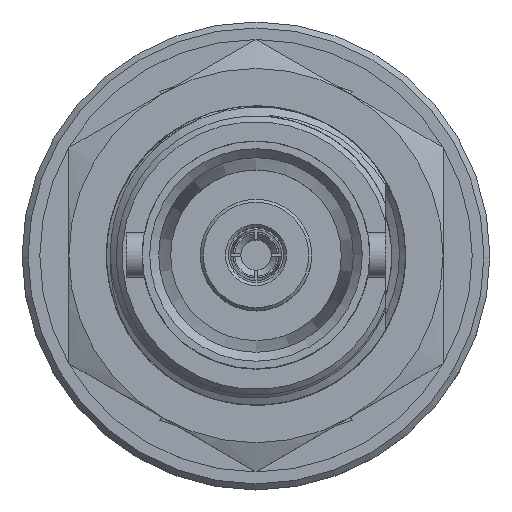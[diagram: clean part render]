
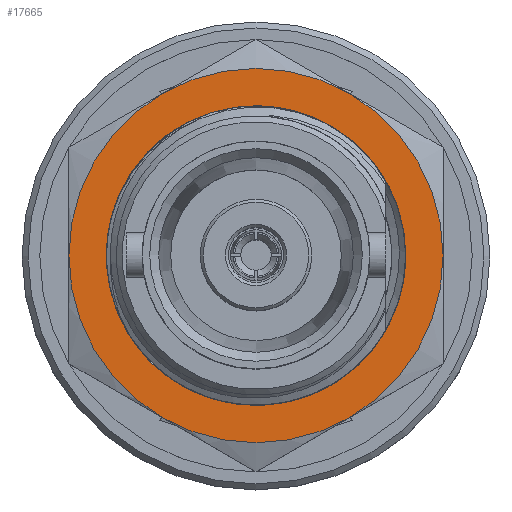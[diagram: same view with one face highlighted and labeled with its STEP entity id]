
A CAD part, top view. The second image highlights one B-rep face of the part: STEP entity #17665.
In plain terms, the highlighted face is planar.
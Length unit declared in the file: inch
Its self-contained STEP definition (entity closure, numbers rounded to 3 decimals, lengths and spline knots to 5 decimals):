
#109 = DIRECTION ( 'NONE',  ( 0., 0., -1. ) ) ;
#728 = PLANE ( 'NONE',  #954 ) ;
#945 = CARTESIAN_POINT ( 'NONE',  ( 0.602, -0.15625, -0.27063 ) ) ;
#954 = AXIS2_PLACEMENT_3D ( 'NONE', #2383, #11526, #14748 ) ;
#1775 = CIRCLE ( 'NONE', #9498, 0.25 ) ;
#1795 = VERTEX_POINT ( 'NONE', #4551 ) ;
#1844 = VERTEX_POINT ( 'NONE', #15430 ) ;
#2165 = AXIS2_PLACEMENT_3D ( 'NONE', #13858, #2819, #5974 ) ;
#2266 = EDGE_CURVE ( 'NONE', #18888, #1795, #9850, .T. ) ;
#2383 = CARTESIAN_POINT ( 'NONE',  ( 0.602, 0., 0. ) ) ;
#2625 = VERTEX_POINT ( 'NONE', #4866 ) ;
#2653 = EDGE_CURVE ( 'NONE', #2625, #13684, #19915, .T. ) ;
#2819 = DIRECTION ( 'NONE',  ( -1., 0., 0. ) ) ;
#3416 = DIRECTION ( 'NONE',  ( 0., 0., -1. ) ) ;
#4039 = CARTESIAN_POINT ( 'NONE',  ( 0.602, 0.15625, -0.27063 ) ) ;
#4244 = DIRECTION ( 'NONE',  ( 0., 0., -1. ) ) ;
#4378 = AXIS2_PLACEMENT_3D ( 'NONE', #16598, #10290, #19894 ) ;
#4551 = CARTESIAN_POINT ( 'NONE',  ( 0.602, 0.3125, 0. ) ) ;
#4866 = CARTESIAN_POINT ( 'NONE',  ( 0.602, -0.3125, 0. ) ) ;
#5060 = DIRECTION ( 'NONE',  ( -1., 0., 0. ) ) ;
#5552 = AXIS2_PLACEMENT_3D ( 'NONE', #8806, #13648, #4244 ) ;
#5950 = CIRCLE ( 'NONE', #4378, 0.3125 ) ;
#5974 = DIRECTION ( 'NONE',  ( 0., 0., -1. ) ) ;
#6177 = CARTESIAN_POINT ( 'NONE',  ( 0.602, 0., 0. ) ) ;
#6491 = DIRECTION ( 'NONE',  ( -1., 0., 0. ) ) ;
#7209 = FACE_BOUND ( 'NONE', #12032, .T. ) ;
#8100 = DIRECTION ( 'NONE',  ( 0., 0., -1. ) ) ;
#8246 = CARTESIAN_POINT ( 'NONE',  ( 0.602, 0., 0. ) ) ;
#8257 = CARTESIAN_POINT ( 'NONE',  ( 0.602, 0., 0. ) ) ;
#8806 = CARTESIAN_POINT ( 'NONE',  ( 0.602, 0., 0. ) ) ;
#8995 = AXIS2_PLACEMENT_3D ( 'NONE', #6177, #17293, #109 ) ;
#9286 = CARTESIAN_POINT ( 'NONE',  ( 0.602, -0.15625, 0.27063 ) ) ;
#9498 = AXIS2_PLACEMENT_3D ( 'NONE', #8257, #17494, #3416 ) ;
#9616 = CIRCLE ( 'NONE', #10444, 0.3125 ) ;
#9729 = ORIENTED_EDGE ( 'NONE', *, *, #18938, .T. ) ;
#9850 = CIRCLE ( 'NONE', #8995, 0.3125 ) ;
#10290 = DIRECTION ( 'NONE',  ( -1., 0., 0. ) ) ;
#10383 = FACE_OUTER_BOUND ( 'NONE', #10491, .T. ) ;
#10444 = AXIS2_PLACEMENT_3D ( 'NONE', #10691, #6491, #8100 ) ;
#10491 = EDGE_LOOP ( 'NONE', ( #9729, #13208, #16017, #18211, #19327, #19203 ) ) ;
#10691 = CARTESIAN_POINT ( 'NONE',  ( 0.602, 0., 0. ) ) ;
#10896 = EDGE_CURVE ( 'NONE', #15589, #1795, #13456, .T. ) ;
#11462 = AXIS2_PLACEMENT_3D ( 'NONE', #17361, #14410, #19079 ) ;
#11526 = DIRECTION ( 'NONE',  ( 1., 0., 0. ) ) ;
#12032 = EDGE_LOOP ( 'NONE', ( #12985, #18576 ) ) ;
#12768 = EDGE_CURVE ( 'NONE', #1844, #18360, #15677, .T. ) ;
#12985 = ORIENTED_EDGE ( 'NONE', *, *, #17399, .T. ) ;
#13208 = ORIENTED_EDGE ( 'NONE', *, *, #18589, .T. ) ;
#13456 = CIRCLE ( 'NONE', #5552, 0.3125 ) ;
#13633 = CARTESIAN_POINT ( 'NONE',  ( 0.602, 0.15625, 0.27063 ) ) ;
#13648 = DIRECTION ( 'NONE',  ( 1., 0., 0. ) ) ;
#13684 = VERTEX_POINT ( 'NONE', #9286 ) ;
#13858 = CARTESIAN_POINT ( 'NONE',  ( 0.602, 0., 0. ) ) ;
#14410 = DIRECTION ( 'NONE',  ( 1., 0., 0. ) ) ;
#14748 = DIRECTION ( 'NONE',  ( 0., 0., -1. ) ) ;
#15430 = CARTESIAN_POINT ( 'NONE',  ( 0.602, -0.24748, -0.03541 ) ) ;
#15589 = VERTEX_POINT ( 'NONE', #4039 ) ;
#15677 = CIRCLE ( 'NONE', #11462, 0.25 ) ;
#15823 = CARTESIAN_POINT ( 'NONE',  ( 0.602, -0.14996, -0.20003 ) ) ;
#15984 = VERTEX_POINT ( 'NONE', #945 ) ;
#16017 = ORIENTED_EDGE ( 'NONE', *, *, #2653, .T. ) ;
#16598 = CARTESIAN_POINT ( 'NONE',  ( 0.602, 0., 0. ) ) ;
#17016 = AXIS2_PLACEMENT_3D ( 'NONE', #8246, #5060, #19208 ) ;
#17293 = DIRECTION ( 'NONE',  ( -1., 0., 0. ) ) ;
#17361 = CARTESIAN_POINT ( 'NONE',  ( 0.602, 0., 0. ) ) ;
#17399 = EDGE_CURVE ( 'NONE', #18360, #1844, #1775, .T. ) ;
#17494 = DIRECTION ( 'NONE',  ( 1., 0., 0. ) ) ;
#17665 = ADVANCED_FACE ( 'NONE', ( #7209, #10383 ), #728, .F. ) ;
#18211 = ORIENTED_EDGE ( 'NONE', *, *, #18922, .T. ) ;
#18360 = VERTEX_POINT ( 'NONE', #15823 ) ;
#18576 = ORIENTED_EDGE ( 'NONE', *, *, #12768, .T. ) ;
#18589 = EDGE_CURVE ( 'NONE', #15984, #2625, #5950, .T. ) ;
#18888 = VERTEX_POINT ( 'NONE', #13633 ) ;
#18922 = EDGE_CURVE ( 'NONE', #13684, #18888, #9616, .T. ) ;
#18938 = EDGE_CURVE ( 'NONE', #15589, #15984, #20184, .T. ) ;
#19079 = DIRECTION ( 'NONE',  ( 0., 0., -1. ) ) ;
#19203 = ORIENTED_EDGE ( 'NONE', *, *, #10896, .F. ) ;
#19208 = DIRECTION ( 'NONE',  ( 0., 0., -1. ) ) ;
#19327 = ORIENTED_EDGE ( 'NONE', *, *, #2266, .T. ) ;
#19894 = DIRECTION ( 'NONE',  ( 0., 0., -1. ) ) ;
#19915 = CIRCLE ( 'NONE', #2165, 0.3125 ) ;
#20184 = CIRCLE ( 'NONE', #17016, 0.3125 ) ;
